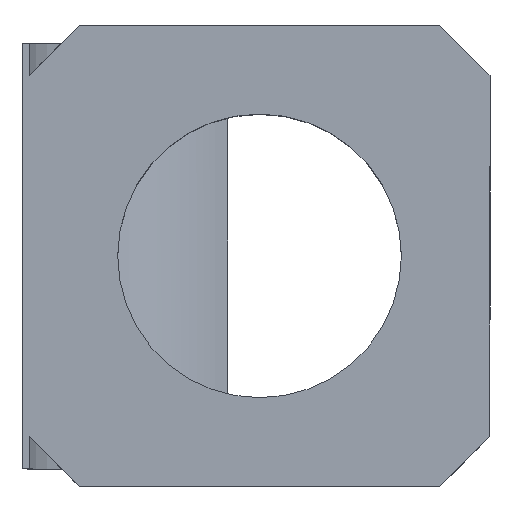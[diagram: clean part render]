
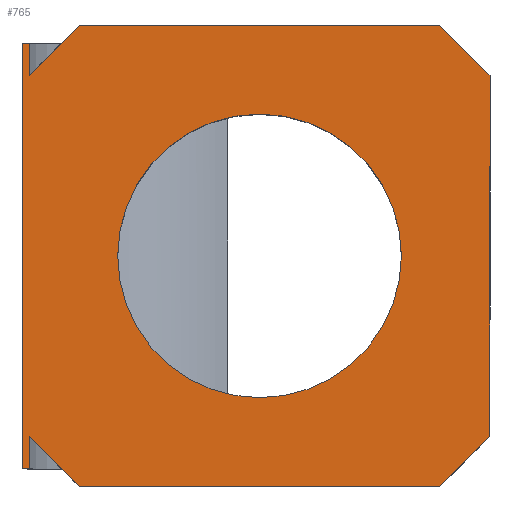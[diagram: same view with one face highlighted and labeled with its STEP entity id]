
A CAD part, top view. The second image highlights one B-rep face of the part: STEP entity #765.
In plain terms, the highlighted planar face has unit normal (0, 0, 1).
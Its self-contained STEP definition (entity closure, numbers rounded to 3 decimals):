
#149=CARTESIAN_POINT('',(-6.7,6.,0.0));
#150=VERTEX_POINT('',#149);
#157=CARTESIAN_POINT('',(-6.5,6.,0.0));
#158=VERTEX_POINT('',#157);
#159=CARTESIAN_POINT('',(-6.5,6.,0.0));
#160=DIRECTION('',(-1.0,0.0,0.0));
#161=VECTOR('',#160,0.2);
#162=LINE('',#159,#161);
#163=EDGE_CURVE('',#158,#150,#162,.T.);
#296=CARTESIAN_POINT('',(-6.5,-6.,0.0));
#297=VERTEX_POINT('',#296);
#304=CARTESIAN_POINT('',(-6.7,-6.,0.0));
#305=VERTEX_POINT('',#304);
#306=CARTESIAN_POINT('',(-6.7,-6.,0.0));
#307=DIRECTION('',(1.0,0.0,0.0));
#308=VECTOR('',#307,0.2);
#309=LINE('',#306,#308);
#310=EDGE_CURVE('',#305,#297,#309,.T.);
#330=CARTESIAN_POINT('',(-6.7,-6.,0.0));
#331=DIRECTION('',(0.0,1.0,0.0));
#332=VECTOR('',#331,12.);
#333=LINE('',#330,#332);
#334=EDGE_CURVE('',#305,#150,#333,.T.);
#380=CARTESIAN_POINT('',(-6.5,-5.086,0.0));
#381=VERTEX_POINT('',#380);
#390=CARTESIAN_POINT('',(-6.5,-5.086,0.0));
#391=DIRECTION('',(0.0,-1.0,0.0));
#392=VECTOR('',#391,0.914);
#393=LINE('',#390,#392);
#394=EDGE_CURVE('',#381,#297,#393,.T.);
#399=CARTESIAN_POINT('',(-6.5,5.086,0.0));
#400=VERTEX_POINT('',#399);
#401=CARTESIAN_POINT('',(-6.5,6.,0.0));
#402=DIRECTION('',(0.0,-1.0,0.0));
#403=VECTOR('',#402,0.914);
#404=LINE('',#401,#403);
#405=EDGE_CURVE('',#158,#400,#404,.T.);
#560=CARTESIAN_POINT('',(5.086,-6.5,0.0));
#561=VERTEX_POINT('',#560);
#568=CARTESIAN_POINT('',(-5.086,-6.5,0.0));
#569=VERTEX_POINT('',#568);
#570=CARTESIAN_POINT('',(5.086,-6.5,0.0));
#571=DIRECTION('',(-1.0,0.0,0.0));
#572=VECTOR('',#571,10.172);
#573=LINE('',#570,#572);
#574=EDGE_CURVE('',#561,#569,#573,.T.);
#591=CARTESIAN_POINT('',(6.5,-5.086,0.0));
#592=VERTEX_POINT('',#591);
#599=CARTESIAN_POINT('',(6.5,-5.086,0.0));
#600=DIRECTION('',(-0.707,-0.707,0.0));
#601=VECTOR('',#600,2.);
#602=LINE('',#599,#601);
#603=EDGE_CURVE('',#592,#561,#602,.T.);
#615=CARTESIAN_POINT('',(6.5,5.086,0.0));
#616=VERTEX_POINT('',#615);
#623=CARTESIAN_POINT('',(6.5,5.086,0.0));
#624=DIRECTION('',(0.0,-1.0,0.0));
#625=VECTOR('',#624,10.172);
#626=LINE('',#623,#625);
#627=EDGE_CURVE('',#616,#592,#626,.T.);
#639=CARTESIAN_POINT('',(5.086,6.5,0.0));
#640=VERTEX_POINT('',#639);
#647=CARTESIAN_POINT('',(5.086,6.5,0.0));
#648=DIRECTION('',(0.707,-0.707,0.0));
#649=VECTOR('',#648,2.);
#650=LINE('',#647,#649);
#651=EDGE_CURVE('',#640,#616,#650,.T.);
#673=CARTESIAN_POINT('',(4.0,0.,0.0));
#674=VERTEX_POINT('',#673);
#675=CARTESIAN_POINT('',(0.0,0.0,0.0));
#676=DIRECTION('',(0.0,0.0,-1.0));
#677=DIRECTION('',(-1.0,0.0,0.0));
#678=AXIS2_PLACEMENT_3D('',#675,#676,#677);
#679=CIRCLE('',#678,4.0);
#680=EDGE_CURVE('',#674,#674,#679,.T.);
#691=CARTESIAN_POINT('',(-5.086,6.5,0.0));
#692=VERTEX_POINT('',#691);
#699=CARTESIAN_POINT('',(-5.086,6.5,0.0));
#700=DIRECTION('',(1.0,0.0,0.0));
#701=VECTOR('',#700,10.172);
#702=LINE('',#699,#701);
#703=EDGE_CURVE('',#692,#640,#702,.T.);
#716=CARTESIAN_POINT('',(-6.5,5.086,0.0));
#717=DIRECTION('',(0.707,0.707,0.0));
#718=VECTOR('',#717,2.);
#719=LINE('',#716,#718);
#720=EDGE_CURVE('',#400,#692,#719,.T.);
#733=CARTESIAN_POINT('',(-5.086,-6.5,0.0));
#734=DIRECTION('',(-0.707,0.707,0.0));
#735=VECTOR('',#734,2.);
#736=LINE('',#733,#735);
#737=EDGE_CURVE('',#569,#381,#736,.T.);
#743=CARTESIAN_POINT('',(0.,0.,0.0));
#744=DIRECTION('',(0.0,0.0,1.0));
#745=DIRECTION('',(1.0,0.0,0.0));
#746=AXIS2_PLACEMENT_3D('',#743,#744,#745);
#747=PLANE('',#746);
#748=ORIENTED_EDGE('',*,*,#651,.F.);
#749=ORIENTED_EDGE('',*,*,#703,.F.);
#750=ORIENTED_EDGE('',*,*,#720,.F.);
#751=ORIENTED_EDGE('',*,*,#405,.F.);
#752=ORIENTED_EDGE('',*,*,#163,.T.);
#753=ORIENTED_EDGE('',*,*,#334,.F.);
#754=ORIENTED_EDGE('',*,*,#310,.T.);
#755=ORIENTED_EDGE('',*,*,#394,.F.);
#756=ORIENTED_EDGE('',*,*,#737,.F.);
#757=ORIENTED_EDGE('',*,*,#574,.F.);
#758=ORIENTED_EDGE('',*,*,#603,.F.);
#759=ORIENTED_EDGE('',*,*,#627,.F.);
#760=EDGE_LOOP('',(#748,#749,#750,#751,#752,#753,#754,#755,#756,#757,#758,#759));
#761=FACE_OUTER_BOUND('',#760,.T.);
#762=ORIENTED_EDGE('',*,*,#680,.T.);
#763=EDGE_LOOP('',(#762));
#764=FACE_BOUND('',#763,.T.);
#765=ADVANCED_FACE('',(#761,#764),#747,.T.);
